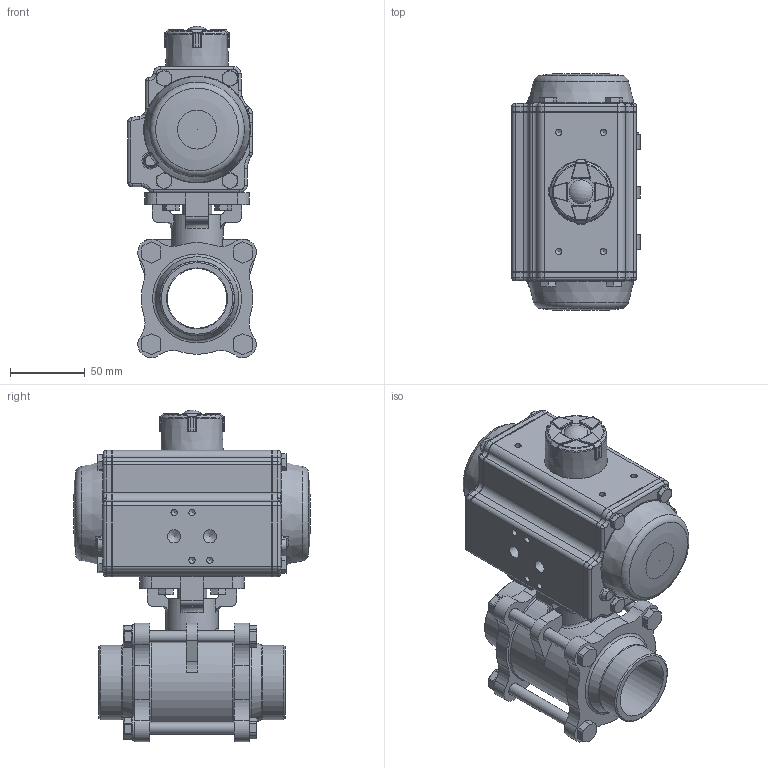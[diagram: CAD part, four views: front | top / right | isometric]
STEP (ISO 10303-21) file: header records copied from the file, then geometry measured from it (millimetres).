
FILE_DESCRIPTION(/* description */ ('Unknown'),/* implementation_level */ '2;1');
FILE_NAME(/* name */ 'DW03 9325-08',/* time_stamp */ '2022-11-08T12:41:27+01:00',/* author */ ('Unknown'),/* organization */ ('Unknown'),/* preprocessor_version */ 'ST-DEVELOPER v16.7',/* originating_system */ 'Solid Edge',/* authorisation */ 'Unknown');
FILE_SCHEMA (('AUTOMOTIVE_DESIGN {1 0 10303 214 3 1 1}'));
Length unit declared in the file: millimetre
Products named in the file (14): DW36-8.122.040; 8.122.040; DIN933_M8x84; DIN126-M8; M8; DIN558_M_6x16.1.3; DW03_FR02_(DW36_FR26); KP-63; hexagon head bolts--product grade c gb_GB_FASTENER_BOLT_HHBC M6X30-N; cup head nib bolts with large head gb_GB_FASTENER_BOLT_CHNBW M6X25-N; _____________; ________(___________; ______
Assembly tree (34 placements, depth 3):
  DW36-8.122.040
    8.122.040
      8.122.040
      DIN933_M8x84  x4
      DIN126-M8  x4
      M8  x4
    DIN558_M_6x16.1.3  x4
    DW03_FR02_(DW36_FR26)
      KP-63
      hexagon head bolts--product grade c gb_GB_FASTENER_BOLT_HHBC M6X30-N  x8
      cup head nib bolts with large head gb_GB_FASTENER_BOLT_CHNBW M6X25-N
      _____________  x2
      ________(___________  x2
      ______
Bounding box: 86.31 x 159 x 222.36 mm (x, y, z)
Volume: 1245625.2 mm3; surface area: 172667.4 mm2
Topology: 32 solids, 33 shells, 1310 faces, 3191 edges, 1970 vertices
Faces by surface type: plane 529, cylinder 393, cone 149, bspline 123, torus 105, sphere 11
Full cylindrical faces by diameter (mm): 2.325 x2, 3 x16, 3.3 x8, 4.2 x8, 4.66 x1, 5 x13, 6 x13, 6.2 x1, 6.647 x4, 6.8 x4, 7 x4, 8 x4, 8.8 x2, 9 x18, 15.8 x1, 16 x4, 20 x1, 20.2 x1, 25.5 x1, 28 x1, 35 x1, 38.5 x1, 40 x2, 40.9 x2, 50 x2, 69.5 x1
Entity records: 27764 total; most frequent: CARTESIAN_POINT 7555, DIRECTION 4125, ORIENTED_EDGE 3842, EDGE_CURVE 1921, AXIS2_PLACEMENT_3D 1636, VERTEX_POINT 1289, FACE_BOUND 1112, EDGE_LOOP 1087
